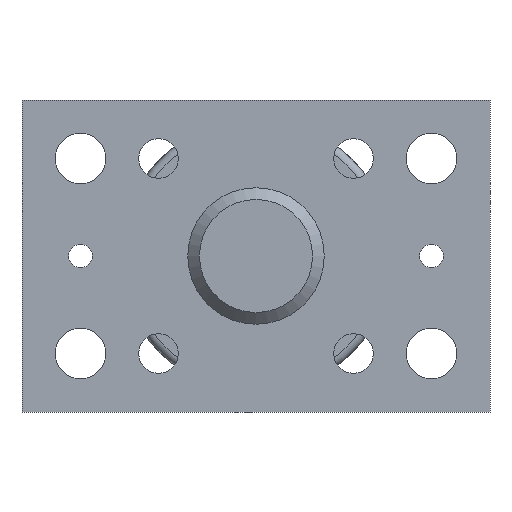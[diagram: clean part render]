
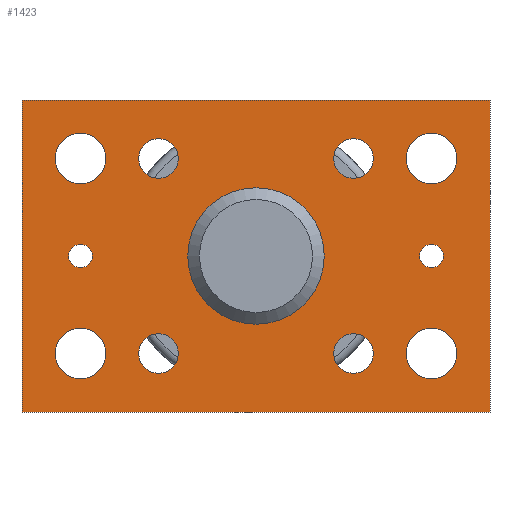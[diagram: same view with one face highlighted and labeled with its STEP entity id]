
A CAD part, left-side view. The second image highlights one B-rep face of the part: STEP entity #1423.
In plain terms, the highlighted planar face has unit normal (-1, 0, 0).
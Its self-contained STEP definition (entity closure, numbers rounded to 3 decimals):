
#48=FACE_BOUND('',#210,.T.);
#49=FACE_BOUND('',#211,.T.);
#50=FACE_BOUND('',#212,.T.);
#51=FACE_BOUND('',#213,.T.);
#52=FACE_BOUND('',#214,.T.);
#53=FACE_BOUND('',#215,.T.);
#54=FACE_BOUND('',#216,.T.);
#55=FACE_BOUND('',#217,.T.);
#56=FACE_BOUND('',#218,.T.);
#57=FACE_BOUND('',#219,.T.);
#58=FACE_BOUND('',#220,.T.);
#78=PLANE('',#1546);
#124=FACE_OUTER_BOUND('',#209,.T.);
#209=EDGE_LOOP('',(#989,#990,#991,#992));
#210=EDGE_LOOP('',(#993));
#211=EDGE_LOOP('',(#994));
#212=EDGE_LOOP('',(#995));
#213=EDGE_LOOP('',(#996));
#214=EDGE_LOOP('',(#997));
#215=EDGE_LOOP('',(#998));
#216=EDGE_LOOP('',(#999));
#217=EDGE_LOOP('',(#1000));
#218=EDGE_LOOP('',(#1001));
#219=EDGE_LOOP('',(#1002));
#220=EDGE_LOOP('',(#1003));
#308=LINE('',#2212,#390);
#311=LINE('',#2217,#393);
#313=LINE('',#2221,#395);
#314=LINE('',#2223,#396);
#390=VECTOR('',#1780,10.);
#393=VECTOR('',#1785,10.);
#395=VECTOR('',#1789,10.);
#396=VECTOR('',#1792,10.);
#458=CIRCLE('',#1505,17.5);
#474=CIRCLE('',#1523,5.053);
#475=CIRCLE('',#1525,5.053);
#476=CIRCLE('',#1527,5.053);
#477=CIRCLE('',#1529,5.053);
#478=CIRCLE('',#1531,6.5);
#479=CIRCLE('',#1533,6.5);
#480=CIRCLE('',#1535,6.5);
#481=CIRCLE('',#1537,6.5);
#482=CIRCLE('',#1539,3.);
#483=CIRCLE('',#1541,3.);
#563=VERTEX_POINT('',#2126);
#583=VERTEX_POINT('',#2169);
#584=VERTEX_POINT('',#2173);
#585=VERTEX_POINT('',#2177);
#586=VERTEX_POINT('',#2181);
#587=VERTEX_POINT('',#2185);
#588=VERTEX_POINT('',#2189);
#589=VERTEX_POINT('',#2193);
#590=VERTEX_POINT('',#2197);
#591=VERTEX_POINT('',#2201);
#592=VERTEX_POINT('',#2205);
#593=VERTEX_POINT('',#2209);
#594=VERTEX_POINT('',#2211);
#595=VERTEX_POINT('',#2215);
#596=VERTEX_POINT('',#2219);
#708=EDGE_CURVE('',#563,#563,#458,.T.);
#729=EDGE_CURVE('',#583,#583,#474,.T.);
#731=EDGE_CURVE('',#584,#584,#475,.T.);
#733=EDGE_CURVE('',#585,#585,#476,.T.);
#735=EDGE_CURVE('',#586,#586,#477,.T.);
#737=EDGE_CURVE('',#587,#587,#478,.T.);
#739=EDGE_CURVE('',#588,#588,#479,.T.);
#741=EDGE_CURVE('',#589,#589,#480,.T.);
#743=EDGE_CURVE('',#590,#590,#481,.T.);
#745=EDGE_CURVE('',#591,#591,#482,.T.);
#747=EDGE_CURVE('',#592,#592,#483,.T.);
#749=EDGE_CURVE('',#593,#594,#308,.T.);
#752=EDGE_CURVE('',#595,#593,#311,.T.);
#754=EDGE_CURVE('',#596,#595,#313,.T.);
#755=EDGE_CURVE('',#594,#596,#314,.T.);
#989=ORIENTED_EDGE('',*,*,#755,.F.);
#990=ORIENTED_EDGE('',*,*,#749,.F.);
#991=ORIENTED_EDGE('',*,*,#752,.F.);
#992=ORIENTED_EDGE('',*,*,#754,.F.);
#993=ORIENTED_EDGE('',*,*,#729,.T.);
#994=ORIENTED_EDGE('',*,*,#731,.T.);
#995=ORIENTED_EDGE('',*,*,#733,.T.);
#996=ORIENTED_EDGE('',*,*,#735,.T.);
#997=ORIENTED_EDGE('',*,*,#708,.T.);
#998=ORIENTED_EDGE('',*,*,#737,.T.);
#999=ORIENTED_EDGE('',*,*,#739,.T.);
#1000=ORIENTED_EDGE('',*,*,#741,.T.);
#1001=ORIENTED_EDGE('',*,*,#743,.T.);
#1002=ORIENTED_EDGE('',*,*,#745,.T.);
#1003=ORIENTED_EDGE('',*,*,#747,.T.);
#1423=ADVANCED_FACE('',(#124,#48,#49,#50,#51,#52,#53,#54,#55,#56,#57,#58),
#78,.F.);
#1505=AXIS2_PLACEMENT_3D('',#2128,#1689,#1690);
#1523=AXIS2_PLACEMENT_3D('',#2171,#1730,#1731);
#1525=AXIS2_PLACEMENT_3D('',#2175,#1735,#1736);
#1527=AXIS2_PLACEMENT_3D('',#2179,#1740,#1741);
#1529=AXIS2_PLACEMENT_3D('',#2183,#1745,#1746);
#1531=AXIS2_PLACEMENT_3D('',#2187,#1750,#1751);
#1533=AXIS2_PLACEMENT_3D('',#2191,#1755,#1756);
#1535=AXIS2_PLACEMENT_3D('',#2195,#1760,#1761);
#1537=AXIS2_PLACEMENT_3D('',#2199,#1765,#1766);
#1539=AXIS2_PLACEMENT_3D('',#2203,#1770,#1771);
#1541=AXIS2_PLACEMENT_3D('',#2207,#1775,#1776);
#1546=AXIS2_PLACEMENT_3D('',#2224,#1793,#1794);
#1689=DIRECTION('center_axis',(1.,0.,0.));
#1690=DIRECTION('ref_axis',(0.,1.,0.));
#1730=DIRECTION('center_axis',(1.,0.,0.));
#1731=DIRECTION('ref_axis',(0.,-1.,0.));
#1735=DIRECTION('center_axis',(1.,0.,0.));
#1736=DIRECTION('ref_axis',(0.,-1.,0.));
#1740=DIRECTION('center_axis',(1.,0.,0.));
#1741=DIRECTION('ref_axis',(0.,-1.,0.));
#1745=DIRECTION('center_axis',(1.,0.,0.));
#1746=DIRECTION('ref_axis',(0.,-1.,0.));
#1750=DIRECTION('center_axis',(1.,0.,0.));
#1751=DIRECTION('ref_axis',(0.,1.,0.));
#1755=DIRECTION('center_axis',(1.,0.,0.));
#1756=DIRECTION('ref_axis',(0.,1.,0.));
#1760=DIRECTION('center_axis',(1.,0.,0.));
#1761=DIRECTION('ref_axis',(0.,1.,0.));
#1765=DIRECTION('center_axis',(1.,0.,0.));
#1766=DIRECTION('ref_axis',(0.,1.,0.));
#1770=DIRECTION('center_axis',(1.,0.,0.));
#1771=DIRECTION('ref_axis',(0.,1.,0.));
#1775=DIRECTION('center_axis',(1.,0.,0.));
#1776=DIRECTION('ref_axis',(0.,1.,0.));
#1780=DIRECTION('',(0.,0.,1.));
#1785=DIRECTION('',(0.,1.,0.));
#1789=DIRECTION('',(0.,0.,-1.));
#1792=DIRECTION('',(0.,-1.,0.));
#1793=DIRECTION('center_axis',(1.,0.,0.));
#1794=DIRECTION('ref_axis',(0.,-1.,0.));
#2126=CARTESIAN_POINT('',(-6.5,-17.5,0.));
#2128=CARTESIAN_POINT('Origin',(-6.5,0.,0.));
#2169=CARTESIAN_POINT('',(-6.5,30.053,25.));
#2171=CARTESIAN_POINT('Origin',(-6.5,25.,25.));
#2173=CARTESIAN_POINT('',(-6.5,-19.947,25.));
#2175=CARTESIAN_POINT('Origin',(-6.5,-25.,25.));
#2177=CARTESIAN_POINT('',(-6.5,-19.947,-25.));
#2179=CARTESIAN_POINT('Origin',(-6.5,-25.,-25.));
#2181=CARTESIAN_POINT('',(-6.5,30.053,-25.));
#2183=CARTESIAN_POINT('Origin',(-6.5,25.,-25.));
#2185=CARTESIAN_POINT('',(-6.5,-51.5,-25.));
#2187=CARTESIAN_POINT('Origin',(-6.5,-45.,-25.));
#2189=CARTESIAN_POINT('',(-6.5,38.5,25.));
#2191=CARTESIAN_POINT('Origin',(-6.5,45.,25.));
#2193=CARTESIAN_POINT('',(-6.5,38.5,-25.));
#2195=CARTESIAN_POINT('Origin',(-6.5,45.,-25.));
#2197=CARTESIAN_POINT('',(-6.5,-51.5,25.));
#2199=CARTESIAN_POINT('Origin',(-6.5,-45.,25.));
#2201=CARTESIAN_POINT('',(-6.5,-48.,0.));
#2203=CARTESIAN_POINT('Origin',(-6.5,-45.,0.));
#2205=CARTESIAN_POINT('',(-6.5,42.,0.));
#2207=CARTESIAN_POINT('Origin',(-6.5,45.,0.));
#2209=CARTESIAN_POINT('',(-6.5,60.,-40.));
#2211=CARTESIAN_POINT('',(-6.5,60.,40.));
#2212=CARTESIAN_POINT('',(-6.5,60.,-40.));
#2215=CARTESIAN_POINT('',(-6.5,-60.,-40.));
#2217=CARTESIAN_POINT('',(-6.5,-60.,-40.));
#2219=CARTESIAN_POINT('',(-6.5,-60.,40.));
#2221=CARTESIAN_POINT('',(-6.5,-60.,40.));
#2223=CARTESIAN_POINT('',(-6.5,60.,40.));
#2224=CARTESIAN_POINT('Origin',(-6.5,0.,0.));
